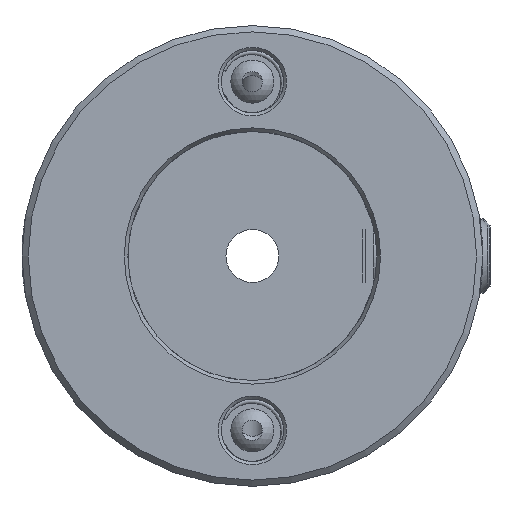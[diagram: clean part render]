
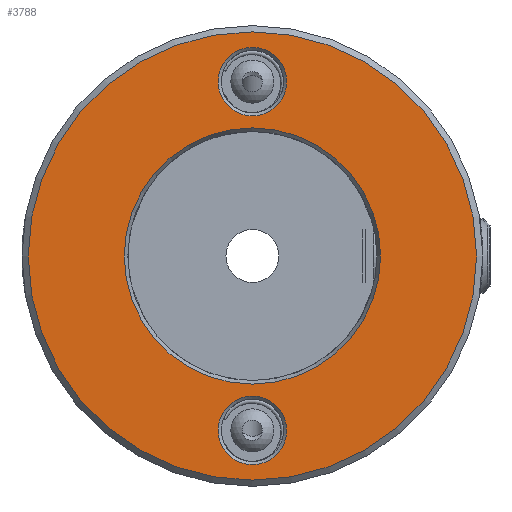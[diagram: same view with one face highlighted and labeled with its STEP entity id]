
A CAD part, left-side view. The second image highlights one B-rep face of the part: STEP entity #3788.
In plain terms, the highlighted planar face has unit normal (-1, 0, 0).
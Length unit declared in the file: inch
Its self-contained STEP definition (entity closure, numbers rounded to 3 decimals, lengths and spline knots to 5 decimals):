
#46=FACE_BOUND('',#908,.T.);
#47=FACE_BOUND('',#909,.T.);
#48=FACE_BOUND('',#910,.T.);
#579=PLANE('',#4104);
#699=FACE_OUTER_BOUND('',#907,.T.);
#907=EDGE_LOOP('',(#2792));
#908=EDGE_LOOP('',(#2793));
#909=EDGE_LOOP('',(#2794));
#910=EDGE_LOOP('',(#2795));
#1137=CIRCLE('',#4103,0.21654);
#1138=CIRCLE('',#4105,1.41732);
#1139=CIRCLE('',#4106,0.21654);
#1140=CIRCLE('',#4107,0.81013);
#1578=VERTEX_POINT('',#6664);
#1579=VERTEX_POINT('',#6668);
#1580=VERTEX_POINT('',#6670);
#1581=VERTEX_POINT('',#6672);
#2037=EDGE_CURVE('',#1578,#1578,#1137,.T.);
#2039=EDGE_CURVE('',#1579,#1579,#1138,.T.);
#2040=EDGE_CURVE('',#1580,#1580,#1139,.T.);
#2041=EDGE_CURVE('',#1581,#1581,#1140,.T.);
#2792=ORIENTED_EDGE('',*,*,#2039,.F.);
#2793=ORIENTED_EDGE('',*,*,#2040,.F.);
#2794=ORIENTED_EDGE('',*,*,#2041,.F.);
#2795=ORIENTED_EDGE('',*,*,#2037,.F.);
#3788=ADVANCED_FACE('',(#699,#46,#47,#48),#579,.T.);
#4103=AXIS2_PLACEMENT_3D('',#6665,#4797,#4798);
#4104=AXIS2_PLACEMENT_3D('',#6667,#4800,#4801);
#4105=AXIS2_PLACEMENT_3D('',#6669,#4802,#4803);
#4106=AXIS2_PLACEMENT_3D('',#6671,#4804,#4805);
#4107=AXIS2_PLACEMENT_3D('',#6673,#4806,#4807);
#4797=DIRECTION('center_axis',(-1.,0.,0.));
#4798=DIRECTION('ref_axis',(0.,0.,-1.));
#4800=DIRECTION('center_axis',(-1.,0.,0.));
#4801=DIRECTION('ref_axis',(0.,0.,1.));
#4802=DIRECTION('center_axis',(1.,0.,0.));
#4803=DIRECTION('ref_axis',(0.,-1.,0.));
#4804=DIRECTION('center_axis',(-1.,0.,0.));
#4805=DIRECTION('ref_axis',(0.,0.,-1.));
#4806=DIRECTION('center_axis',(-1.,0.,0.));
#4807=DIRECTION('ref_axis',(0.,0.,-1.));
#6664=CARTESIAN_POINT('',(-2.91339,0.,1.3189));
#6665=CARTESIAN_POINT('Origin',(-2.91339,0.,
1.10236));
#6667=CARTESIAN_POINT('Origin',(-2.91339,0.72835,0.));
#6668=CARTESIAN_POINT('',(-2.91339,1.41732,0.));
#6669=CARTESIAN_POINT('Origin',(-2.91339,0.,
0.));
#6670=CARTESIAN_POINT('',(-2.91339,0.,-0.88583));
#6671=CARTESIAN_POINT('Origin',(-2.91339,0.,
-1.10236));
#6672=CARTESIAN_POINT('',(-2.91339,0.,0.81013));
#6673=CARTESIAN_POINT('Origin',(-2.91339,0.,
0.));
